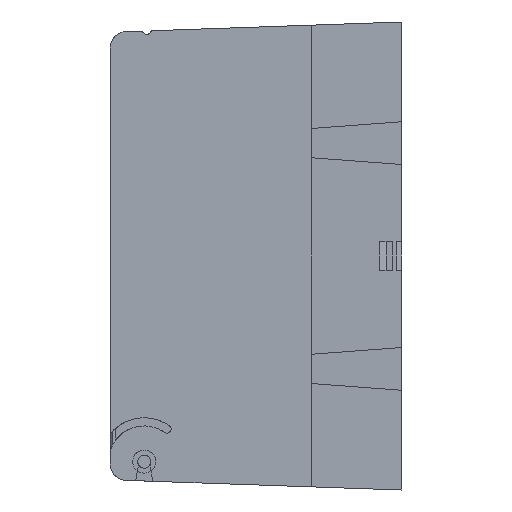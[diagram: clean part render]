
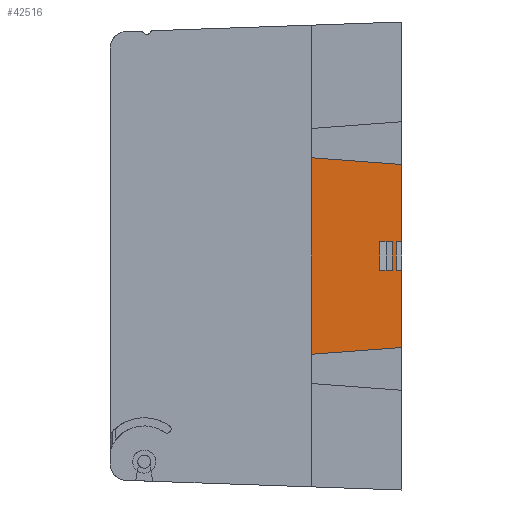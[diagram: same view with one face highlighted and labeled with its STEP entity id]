
A CAD part, left-side view. The second image highlights one B-rep face of the part: STEP entity #42516.
In plain terms, the highlighted planar face has unit normal (-1, 0, 0).
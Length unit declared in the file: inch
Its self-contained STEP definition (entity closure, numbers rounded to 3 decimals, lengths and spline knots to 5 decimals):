
#222 = AXIS2_PLACEMENT_3D ( 'NONE', #25094, #77291, #32538 ) ;
#2054 = CARTESIAN_POINT ( 'NONE',  ( -3.945, 0., 1.115 ) ) ;
#3607 = CARTESIAN_POINT ( 'NONE',  ( -3.945, 0., -0.175 ) ) ;
#4507 = VERTEX_POINT ( 'NONE', #78189 ) ;
#6107 = LINE ( 'NONE', #94284, #23569 ) ;
#7243 = ORIENTED_EDGE ( 'NONE', *, *, #33412, .T. ) ;
#7336 = EDGE_CURVE ( 'NONE', #49566, #34045, #46429, .T. ) ;
#7534 = DIRECTION ( 'NONE',  ( 0., -0.997, 0.074 ) ) ;
#7923 = ORIENTED_EDGE ( 'NONE', *, *, #46713, .F. ) ;
#9240 = LINE ( 'NONE', #49614, #48891 ) ;
#11555 = DIRECTION ( 'NONE',  ( 0., -1., 0. ) ) ;
#11830 = EDGE_CURVE ( 'NONE', #63719, #93420, #68113, .T. ) ;
#14539 = FACE_OUTER_BOUND ( 'NONE', #76686, .T. ) ;
#15588 = CARTESIAN_POINT ( 'NONE',  ( -3.945, 0., 0.175 ) ) ;
#16849 = FACE_BOUND ( 'NONE', #35333, .T. ) ;
#19302 = CARTESIAN_POINT ( 'NONE',  ( -3.945, 0., 0.175 ) ) ;
#22708 = VERTEX_POINT ( 'NONE', #2054 ) ;
#22974 = CARTESIAN_POINT ( 'NONE',  ( -3.945, 0.115, 0.175 ) ) ;
#23569 = VECTOR ( 'NONE', #34539, 39.37008 ) ;
#23867 = CARTESIAN_POINT ( 'NONE',  ( -3.945, 0., 6.44233 ) ) ;
#23913 = EDGE_CURVE ( 'NONE', #49566, #87129, #67402, .T. ) ;
#24263 = VECTOR ( 'NONE', #39730, 39.37008 ) ;
#24795 = CARTESIAN_POINT ( 'NONE',  ( -3.945, 0.26794, -0.175 ) ) ;
#25094 = CARTESIAN_POINT ( 'NONE',  ( -3.945, 0., 6.44233 ) ) ;
#25964 = DIRECTION ( 'NONE',  ( 0., -1., 0. ) ) ;
#27404 = VERTEX_POINT ( 'NONE', #64223 ) ;
#27458 = DIRECTION ( 'NONE',  ( 0., -0.997, -0.074 ) ) ;
#27472 = ORIENTED_EDGE ( 'NONE', *, *, #93336, .F. ) ;
#27697 = VECTOR ( 'NONE', #25964, 39.37008 ) ;
#28102 = ORIENTED_EDGE ( 'NONE', *, *, #77760, .F. ) ;
#28412 = VECTOR ( 'NONE', #30425, 39.37008 ) ;
#30425 = DIRECTION ( 'NONE',  ( 0., -1., 0. ) ) ;
#30678 = VERTEX_POINT ( 'NONE', #75815 ) ;
#30695 = CARTESIAN_POINT ( 'NONE',  ( -3.945, 0.115, 0.175 ) ) ;
#31325 = DIRECTION ( 'NONE',  ( 0., 0., -1. ) ) ;
#31350 = LINE ( 'NONE', #23867, #86285 ) ;
#32538 = DIRECTION ( 'NONE',  ( 0., 0., -1. ) ) ;
#32543 = CARTESIAN_POINT ( 'NONE',  ( -3.945, 0.26794, -0.175 ) ) ;
#32948 = CARTESIAN_POINT ( 'NONE',  ( -3.945, 0., 6.44233 ) ) ;
#33412 = EDGE_CURVE ( 'NONE', #34045, #51614, #48254, .T. ) ;
#34045 = VERTEX_POINT ( 'NONE', #68518 ) ;
#34539 = DIRECTION ( 'NONE',  ( 0., 0., -1. ) ) ;
#35333 = EDGE_LOOP ( 'NONE', ( #37731, #92658, #7243, #65604 ) ) ;
#36438 = CARTESIAN_POINT ( 'NONE',  ( -3.945, 0., -1.115 ) ) ;
#37731 = ORIENTED_EDGE ( 'NONE', *, *, #23913, .F. ) ;
#39247 = CARTESIAN_POINT ( 'NONE',  ( -3.945, 0.065, 0.175 ) ) ;
#39691 = PLANE ( 'NONE',  #222 ) ;
#39730 = DIRECTION ( 'NONE',  ( 0., 0., 1. ) ) ;
#40436 = DIRECTION ( 'NONE',  ( 0., 0., -1. ) ) ;
#40969 = CARTESIAN_POINT ( 'NONE',  ( -3.945, 0.115, -0.175 ) ) ;
#41186 = CARTESIAN_POINT ( 'NONE',  ( -3.945, 0.115, -0.175 ) ) ;
#42516 = ADVANCED_FACE ( 'NONE', ( #14539, #16849 ), #39691, .F. ) ;
#44815 = ORIENTED_EDGE ( 'NONE', *, *, #54680, .F. ) ;
#44968 = EDGE_CURVE ( 'NONE', #4507, #63719, #66215, .T. ) ;
#45975 = LINE ( 'NONE', #52150, #95088 ) ;
#46429 = LINE ( 'NONE', #24795, #24263 ) ;
#46713 = EDGE_CURVE ( 'NONE', #22708, #93420, #76279, .T. ) ;
#47261 = ORIENTED_EDGE ( 'NONE', *, *, #11830, .T. ) ;
#48078 = ORIENTED_EDGE ( 'NONE', *, *, #60838, .T. ) ;
#48254 = LINE ( 'NONE', #22974, #28412 ) ;
#48891 = VECTOR ( 'NONE', #27458, 39.37008 ) ;
#49566 = VERTEX_POINT ( 'NONE', #32543 ) ;
#49614 = CARTESIAN_POINT ( 'NONE',  ( -3.945, 0., 1.115 ) ) ;
#50818 = VERTEX_POINT ( 'NONE', #87676 ) ;
#51614 = VERTEX_POINT ( 'NONE', #30695 ) ;
#51956 = CARTESIAN_POINT ( 'NONE',  ( -3.945, 0.065, -0.175 ) ) ;
#52015 = LINE ( 'NONE', #3607, #91796 ) ;
#52150 = CARTESIAN_POINT ( 'NONE',  ( -3.945, -0.55706, -1.07371 ) ) ;
#54680 = EDGE_CURVE ( 'NONE', #50818, #22708, #9240, .T. ) ;
#55700 = DIRECTION ( 'NONE',  ( 0., -1., 0. ) ) ;
#55820 = VERTEX_POINT ( 'NONE', #36438 ) ;
#56362 = VECTOR ( 'NONE', #40436, 39.37008 ) ;
#56367 = VECTOR ( 'NONE', #72849, 39.37008 ) ;
#60441 = EDGE_CURVE ( 'NONE', #87129, #51614, #76284, .T. ) ;
#60838 = EDGE_CURVE ( 'NONE', #50818, #30678, #6107, .T. ) ;
#63719 = VERTEX_POINT ( 'NONE', #39247 ) ;
#64223 = CARTESIAN_POINT ( 'NONE',  ( -3.945, 0., -0.175 ) ) ;
#65604 = ORIENTED_EDGE ( 'NONE', *, *, #60441, .F. ) ;
#66215 = LINE ( 'NONE', #51956, #86080 ) ;
#66326 = EDGE_CURVE ( 'NONE', #30678, #55820, #45975, .T. ) ;
#67012 = DIRECTION ( 'NONE',  ( 0., 0., 1. ) ) ;
#67402 = LINE ( 'NONE', #41186, #27697 ) ;
#68113 = LINE ( 'NONE', #19302, #87987 ) ;
#68518 = CARTESIAN_POINT ( 'NONE',  ( -3.945, 0.26794, 0.175 ) ) ;
#72477 = ORIENTED_EDGE ( 'NONE', *, *, #44968, .T. ) ;
#72849 = DIRECTION ( 'NONE',  ( 0., 0., 1. ) ) ;
#75815 = CARTESIAN_POINT ( 'NONE',  ( -3.945, 1.1, -1.19653 ) ) ;
#76279 = LINE ( 'NONE', #32948, #56362 ) ;
#76284 = LINE ( 'NONE', #79662, #56367 ) ;
#76686 = EDGE_LOOP ( 'NONE', ( #27472, #28102, #72477, #47261, #7923, #44815, #48078, #77827 ) ) ;
#77291 = DIRECTION ( 'NONE',  ( 1., 0., 0. ) ) ;
#77760 = EDGE_CURVE ( 'NONE', #4507, #27404, #52015, .T. ) ;
#77827 = ORIENTED_EDGE ( 'NONE', *, *, #66326, .T. ) ;
#78189 = CARTESIAN_POINT ( 'NONE',  ( -3.945, 0.065, -0.175 ) ) ;
#79662 = CARTESIAN_POINT ( 'NONE',  ( -3.945, 0.115, -0.175 ) ) ;
#86080 = VECTOR ( 'NONE', #67012, 39.37008 ) ;
#86285 = VECTOR ( 'NONE', #31325, 39.37008 ) ;
#87129 = VERTEX_POINT ( 'NONE', #40969 ) ;
#87676 = CARTESIAN_POINT ( 'NONE',  ( -3.945, 1.1, 1.19653 ) ) ;
#87987 = VECTOR ( 'NONE', #11555, 39.37008 ) ;
#91796 = VECTOR ( 'NONE', #55700, 39.37008 ) ;
#92658 = ORIENTED_EDGE ( 'NONE', *, *, #7336, .T. ) ;
#93336 = EDGE_CURVE ( 'NONE', #27404, #55820, #31350, .T. ) ;
#93420 = VERTEX_POINT ( 'NONE', #15588 ) ;
#94284 = CARTESIAN_POINT ( 'NONE',  ( -3.945, 1.1, 6.44233 ) ) ;
#95088 = VECTOR ( 'NONE', #7534, 39.37008 ) ;
